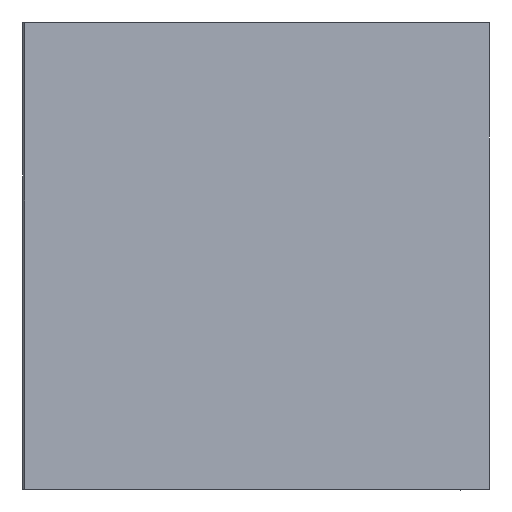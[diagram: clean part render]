
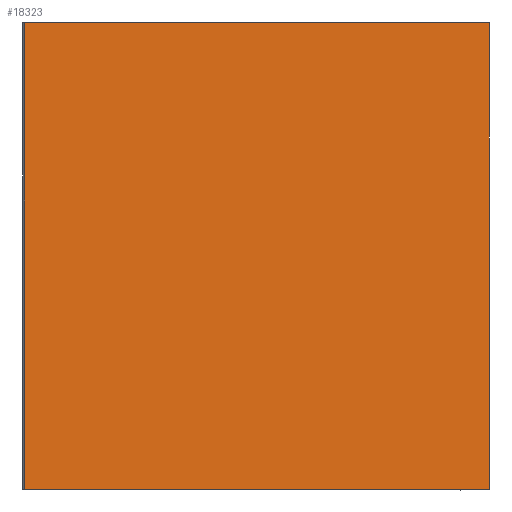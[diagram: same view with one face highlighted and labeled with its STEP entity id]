
A CAD part, top view. The second image highlights one B-rep face of the part: STEP entity #18323.
In plain terms, the highlighted free-form (B-spline) face has degree [1, 1] with [2, 2] control points.
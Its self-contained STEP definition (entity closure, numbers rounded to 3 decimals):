
#18208 = VERTEX_POINT('',#18209);
#18209 = CARTESIAN_POINT('',(1537.777,1763.48,
    -961.638));
#18214 = EDGE_CURVE('',#18215,#18208,#18217,.T.);
#18215 = VERTEX_POINT('',#18216);
#18216 = CARTESIAN_POINT('',(1537.591,-1453.18,
    -962.371));
#18217 = B_SPLINE_CURVE_WITH_KNOTS('',1,(#18218,#18219),.UNSPECIFIED.,
  .F.,.F.,(2,2),(-3000.,0.),.PIECEWISE_BEZIER_KNOTS.);
#18218 = CARTESIAN_POINT('',(1537.591,-1453.18,
    -962.371));
#18219 = CARTESIAN_POINT('',(1537.777,1763.48,
    -961.638));
#18236 = EDGE_CURVE('',#18237,#18215,#18239,.T.);
#18237 = VERTEX_POINT('',#18238);
#18238 = CARTESIAN_POINT('',(-1666.93,-1453.058,
    -683.186));
#18239 = B_SPLINE_CURVE_WITH_KNOTS('',1,(#18240,#18241),.UNSPECIFIED.,
  .F.,.F.,(2,2),(-3000.,0.),.PIECEWISE_BEZIER_KNOTS.);
#18240 = CARTESIAN_POINT('',(-1666.93,-1453.058,
    -683.186));
#18241 = CARTESIAN_POINT('',(1537.591,-1453.18,
    -962.371));
#18273 = EDGE_CURVE('',#18274,#18237,#18276,.T.);
#18274 = VERTEX_POINT('',#18275);
#18275 = CARTESIAN_POINT('',(-1666.744,1763.601,
    -682.452));
#18276 = B_SPLINE_CURVE_WITH_KNOTS('',1,(#18277,#18278),.UNSPECIFIED.,
  .F.,.F.,(2,2),(-3000.,0.),.PIECEWISE_BEZIER_KNOTS.);
#18277 = CARTESIAN_POINT('',(-1666.744,1763.601,
    -682.452));
#18278 = CARTESIAN_POINT('',(-1666.93,-1453.058,
    -683.186));
#18299 = EDGE_CURVE('',#18208,#18274,#18300,.T.);
#18300 = B_SPLINE_CURVE_WITH_KNOTS('',1,(#18301,#18302),.UNSPECIFIED.,
  .F.,.F.,(2,2),(-3000.,0.),.PIECEWISE_BEZIER_KNOTS.);
#18301 = CARTESIAN_POINT('',(1537.777,1763.48,
    -961.638));
#18302 = CARTESIAN_POINT('',(-1666.744,1763.601,
    -682.452));
#18323 = ADVANCED_FACE('',(#18324),#18330,.T.);
#18324 = FACE_BOUND('',#18325,.T.);
#18325 = EDGE_LOOP('',(#18326,#18327,#18328,#18329));
#18326 = ORIENTED_EDGE('',*,*,#18299,.T.);
#18327 = ORIENTED_EDGE('',*,*,#18273,.T.);
#18328 = ORIENTED_EDGE('',*,*,#18236,.T.);
#18329 = ORIENTED_EDGE('',*,*,#18214,.T.);
#18330 = B_SPLINE_SURFACE_WITH_KNOTS('',1,1,(
    (#18331,#18332)
    ,(#18333,#18334
    )),.UNSPECIFIED.,.F.,.F.,.F.,(2,2),(2,2),(-1500.,1500.),(
    -1500.,1500.),.PIECEWISE_BEZIER_KNOTS.);
#18331 = CARTESIAN_POINT('',(1537.591,-1453.18,
    -962.371));
#18332 = CARTESIAN_POINT('',(-1666.93,-1453.058,
    -683.186));
#18333 = CARTESIAN_POINT('',(1537.777,1763.48,
    -961.638));
#18334 = CARTESIAN_POINT('',(-1666.744,1763.601,
    -682.452));
